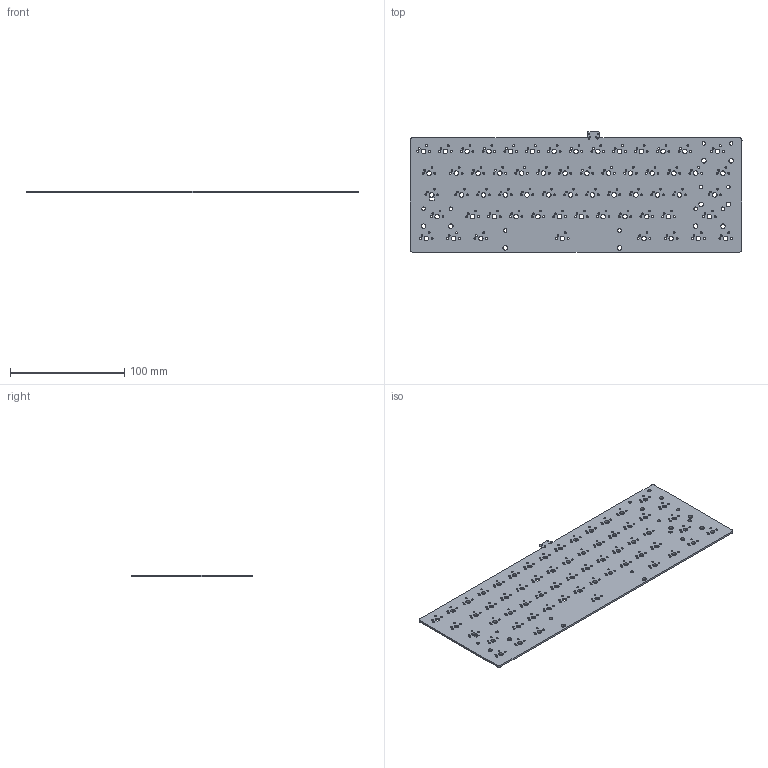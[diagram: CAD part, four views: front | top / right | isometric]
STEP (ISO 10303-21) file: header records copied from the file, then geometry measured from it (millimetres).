
FILE_DESCRIPTION(('KiCad electronic assembly'),'2;1');
FILE_NAME('Keyboard-60%.step','2022-08-04T11:53:18',('Pcbnew'),('Kicad') ,'Open CASCADE STEP processor 7.6','KiCad to STEP converter','Unknown' );
FILE_SCHEMA(('AUTOMOTIVE_DESIGN { 1 0 10303 214 1 1 1 1 }'));
Length unit declared in the file: millimetre
Products named in the file (2): Keyboard-60% 1; Keyboard-60% PCB
Assembly tree (1 placements, depth 2):
  Keyboard-60% 1
    Keyboard-60% PCB
Bounding box: 290.51 x 105.17 x 1.6 mm (x, y, z)
Volume: 44222.9 mm3; surface area: 60144.6 mm2
Topology: 1 solids, 1 shells, 355 faces, 1059 edges, 706 vertices
Faces by surface type: cylinder 339, plane 16
Full cylindrical faces by diameter (mm): 0.8 x2, 1.2 x2, 1.4 x2, 1.524 x30, 1.525 x92, 1.702 x122, 3.048 x10, 3.988 x71
Entity records: 27493 total; most frequent: DIRECTION 4569, CARTESIAN_POINT 4240, ORIENTED_EDGE 2118, PCURVE 2118, DEFINITIONAL_REPRESENTATION 2118, LINE 1821, VECTOR 1821, CIRCLE 1356
